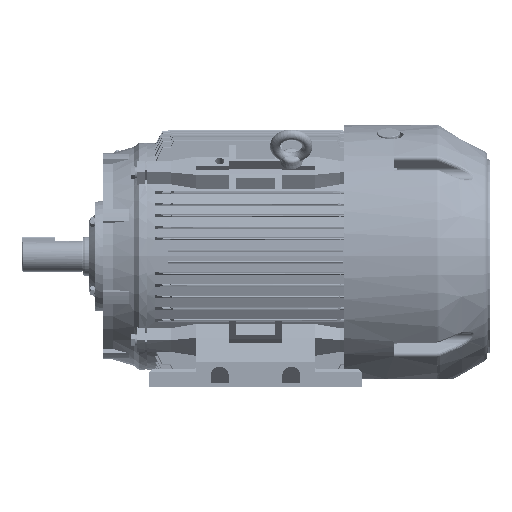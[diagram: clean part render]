
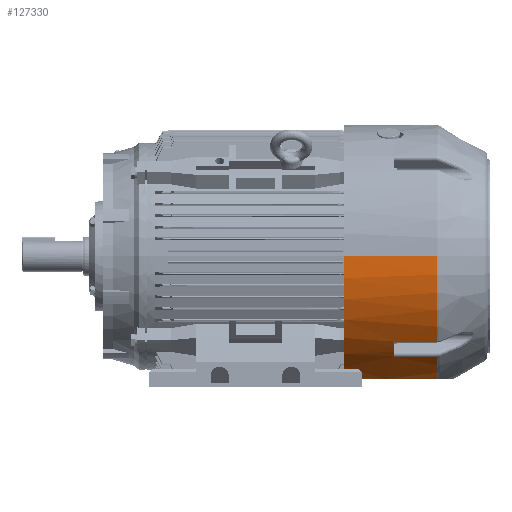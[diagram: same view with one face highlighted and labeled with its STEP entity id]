
A CAD part, front view. The second image highlights one B-rep face of the part: STEP entity #127330.
In plain terms, the highlighted cylindrical face has radius 204 mm (diameter 408 mm), a partial arc.
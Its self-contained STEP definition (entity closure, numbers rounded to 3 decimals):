
#60776 = VERTEX_POINT ( 'NONE', #112498 ) ;
#60778 = EDGE_CURVE ( 'NONE', #60859, #60776, #112497, .T. ) ;
#60859 = VERTEX_POINT ( 'NONE', #112545 ) ;
#85641 = ORIENTED_EDGE ( 'NONE', *, *, #88088, .F. ) ;
#87038 = VERTEX_POINT ( 'NONE', #114748 ) ;
#87048 = ORIENTED_EDGE ( 'NONE', *, *, #87177, .T. ) ;
#87055 = VERTEX_POINT ( 'NONE', #114747 ) ;
#87076 = EDGE_CURVE ( 'NONE', #60776, #87055, #114746, .T. ) ;
#87079 = ORIENTED_EDGE ( 'NONE', *, *, #87076, .T. ) ;
#87099 = ORIENTED_EDGE ( 'NONE', *, *, #60778, .T. ) ;
#87107 = VERTEX_POINT ( 'NONE', #114798 ) ;
#87177 = EDGE_CURVE ( 'NONE', #87055, #126560, #114797, .T. ) ;
#88088 = EDGE_CURVE ( 'NONE', #88182, #90412, #114787, .T. ) ;
#88123 = ORIENTED_EDGE ( 'NONE', *, *, #88181, .T. ) ;
#88181 = EDGE_CURVE ( 'NONE', #88182, #87107, #114834, .T. ) ;
#88182 = VERTEX_POINT ( 'NONE', #114835 ) ;
#88370 = ORIENTED_EDGE ( 'NONE', *, *, #128845, .T. ) ;
#90412 = VERTEX_POINT ( 'NONE', #114851 ) ;
#90479 = VERTEX_POINT ( 'NONE', #114845 ) ;
#91312 = ORIENTED_EDGE ( 'NONE', *, *, #91450, .T. ) ;
#91316 = VERTEX_POINT ( 'NONE', #114836 ) ;
#91450 = EDGE_CURVE ( 'NONE', #91316, #60859, #114893, .T. ) ;
#91624 = EDGE_CURVE ( 'NONE', #87038, #87107, #114886, .T. ) ;
#91688 = EDGE_CURVE ( 'NONE', #91316, #87038, #114882, .T. ) ;
#91720 = ORIENTED_EDGE ( 'NONE', *, *, #91688, .F. ) ;
#91763 = ORIENTED_EDGE ( 'NONE', *, *, #91624, .F. ) ;
#92219 = EDGE_LOOP ( 'NONE', ( #126911, #88370, #85641, #88123, #91763, #91720, #91312, #87099, #87079, #87048 ) ) ;
#112494 = DIRECTION ( 'NONE',  ( -1., 0., 0. ) ) ;
#112495 = VECTOR ( 'NONE', #112494, 1000. ) ;
#112496 = CARTESIAN_POINT ( 'NONE',  ( 0., -155.381, 132.185 ) ) ;
#112497 = LINE ( 'NONE', #112496, #112495 ) ;
#112498 = CARTESIAN_POINT ( 'NONE',  ( 78., -155.381, 132.185 ) ) ;
#112545 = CARTESIAN_POINT ( 'NONE',  ( 144.11, -155.381, 132.185 ) ) ;
#114742 = DIRECTION ( 'NONE',  ( 0., 0., 1. ) ) ;
#114743 = DIRECTION ( 'NONE',  ( -1., 0., 0. ) ) ;
#114744 = CARTESIAN_POINT ( 'NONE',  ( 78., 0., 0. ) ) ;
#114745 = AXIS2_PLACEMENT_3D ( 'NONE', #114744, #114743, #114742 ) ;
#114746 = CIRCLE ( 'NONE', #114745, 204. ) ;
#114747 = CARTESIAN_POINT ( 'NONE',  ( 78., -132.185, 155.381 ) ) ;
#114748 = CARTESIAN_POINT ( 'NONE',  ( 65., -190., 74.27 ) ) ;
#114783 = DIRECTION ( 'NONE',  ( 0., 0., 1. ) ) ;
#114784 = DIRECTION ( 'NONE',  ( -1., 0., 0. ) ) ;
#114785 = CARTESIAN_POINT ( 'NONE',  ( 0., 0., 0. ) ) ;
#114786 = AXIS2_PLACEMENT_3D ( 'NONE', #114785, #114784, #114783 ) ;
#114787 = CIRCLE ( 'NONE', #114786, 204. ) ;
#114794 = DIRECTION ( 'NONE',  ( 1., 0., 0. ) ) ;
#114795 = VECTOR ( 'NONE', #114794, 1000. ) ;
#114796 = CARTESIAN_POINT ( 'NONE',  ( 0., -132.185, 155.381 ) ) ;
#114797 = LINE ( 'NONE', #114796, #114795 ) ;
#114798 = CARTESIAN_POINT ( 'NONE',  ( 5., -190., 74.27 ) ) ;
#114809 = CARTESIAN_POINT ( 'NONE',  ( 5., -190., 74.27 ) ) ;
#114810 = CARTESIAN_POINT ( 'NONE',  ( 4.656, -190., 74.27 ) ) ;
#114811 = CARTESIAN_POINT ( 'NONE',  ( 4.311, -189.986, 74.306 ) ) ;
#114812 = CARTESIAN_POINT ( 'NONE',  ( 3.646, -189.932, 74.445 ) ) ;
#114813 = CARTESIAN_POINT ( 'NONE',  ( 3.325, -189.892, 74.547 ) ) ;
#114814 = CARTESIAN_POINT ( 'NONE',  ( 2.708, -189.787, 74.813 ) ) ;
#114815 = CARTESIAN_POINT ( 'NONE',  ( 2.411, -189.721, 74.979 ) ) ;
#114816 = CARTESIAN_POINT ( 'NONE',  ( 1.869, -189.571, 75.357 ) ) ;
#114817 = CARTESIAN_POINT ( 'NONE',  ( 1.62, -189.487, 75.571 ) ) ;
#114818 = CARTESIAN_POINT ( 'NONE',  ( 1.279, -189.344, 75.926 ) ) ;
#114819 = CARTESIAN_POINT ( 'NONE',  ( 1.171, -189.294, 76.05 ) ) ;
#114820 = CARTESIAN_POINT ( 'NONE',  ( 0.97, -189.192, 76.306 ) ) ;
#114821 = CARTESIAN_POINT ( 'NONE',  ( 0.877, -189.139, 76.437 ) ) ;
#114822 = CARTESIAN_POINT ( 'NONE',  ( 0.618, -188.975, 76.842 ) ) ;
#114823 = CARTESIAN_POINT ( 'NONE',  ( 0.472, -188.859, 77.125 ) ) ;
#114824 = CARTESIAN_POINT ( 'NONE',  ( 0.236, -188.615, 77.72 ) ) ;
#114825 = CARTESIAN_POINT ( 'NONE',  ( 0.147, -188.489, 78.025 ) ) ;
#114826 = CARTESIAN_POINT ( 'NONE',  ( 0.03, -188.233, 78.641 ) ) ;
#114831 = CARTESIAN_POINT ( 'NONE',  ( 0., -188.102, 78.953 ) ) ;
#114832 = CARTESIAN_POINT ( 'NONE',  ( 0., -187.969, 79.27 ) ) ;
#114834 = B_SPLINE_CURVE_WITH_KNOTS ( 'NONE', 3,
 ( #114832, #114831, #114826, #114825, #114824, #114823, #114822, #114821, #114820, #114819, #114818, #114817, #114816, #114815, #114814, #114813, #114812, #114811, #114810, #114809 ),
 .UNSPECIFIED., .F., .F.,
 ( 4, 2, 2, 2, 2, 2, 2, 2, 2, 4 ),
 ( 0., 0.001, 0.002, 0.003, 0.004, 0.004, 0.005, 0.006, 0.007, 0.008 ),
 .UNSPECIFIED. ) ;
#114835 = CARTESIAN_POINT ( 'NONE',  ( 0., -187.969, 79.27 ) ) ;
#114836 = CARTESIAN_POINT ( 'NONE',  ( 144.11, -190., 74.27 ) ) ;
#114845 = CARTESIAN_POINT ( 'NONE',  ( 144.11, 0., 204. ) ) ;
#114851 = CARTESIAN_POINT ( 'NONE',  ( 0., 0., 204. ) ) ;
#114879 = DIRECTION ( 'NONE',  ( -1., 0., 0. ) ) ;
#114880 = VECTOR ( 'NONE', #114879, 1000. ) ;
#114881 = CARTESIAN_POINT ( 'NONE',  ( 227., -190., 74.27 ) ) ;
#114882 = LINE ( 'NONE', #114881, #114880 ) ;
#114883 = DIRECTION ( 'NONE',  ( -1., 0., 0. ) ) ;
#114884 = VECTOR ( 'NONE', #114883, 1000. ) ;
#114885 = CARTESIAN_POINT ( 'NONE',  ( 75., -190., 74.27 ) ) ;
#114886 = LINE ( 'NONE', #114885, #114884 ) ;
#114889 = DIRECTION ( 'NONE',  ( 0., 0., 1. ) ) ;
#114890 = DIRECTION ( 'NONE',  ( -1., 0., 0. ) ) ;
#114891 = CARTESIAN_POINT ( 'NONE',  ( 144.11, 0., 0. ) ) ;
#114892 = AXIS2_PLACEMENT_3D ( 'NONE', #114891, #114890, #114889 ) ;
#114893 = CIRCLE ( 'NONE', #114892, 204. ) ;
#115544 = CARTESIAN_POINT ( 'NONE',  ( 144.11, -132.185, 155.381 ) ) ;
#115575 = DIRECTION ( 'NONE',  ( 0., 0., 1. ) ) ;
#115576 = DIRECTION ( 'NONE',  ( -1., 0., 0. ) ) ;
#115577 = CARTESIAN_POINT ( 'NONE',  ( 0., 0., 0. ) ) ;
#115578 = AXIS2_PLACEMENT_3D ( 'NONE', #115577, #115576, #115575 ) ;
#115579 = CYLINDRICAL_SURFACE ( 'NONE', #115578, 204. ) ;
#115584 = FACE_OUTER_BOUND ( 'NONE', #92219, .T. ) ;
#115599 = DIRECTION ( 'NONE',  ( 0., 0., 1. ) ) ;
#115600 = DIRECTION ( 'NONE',  ( -1., 0., 0. ) ) ;
#115601 = CARTESIAN_POINT ( 'NONE',  ( 144.11, 0., 0. ) ) ;
#115602 = AXIS2_PLACEMENT_3D ( 'NONE', #115601, #115600, #115599 ) ;
#115603 = CIRCLE ( 'NONE', #115602, 204. ) ;
#115697 = DIRECTION ( 'NONE',  ( -1., 0., 0. ) ) ;
#115698 = VECTOR ( 'NONE', #115697, 1000. ) ;
#115699 = CARTESIAN_POINT ( 'NONE',  ( 0., 0., 204. ) ) ;
#115700 = LINE ( 'NONE', #115699, #115698 ) ;
#126560 = VERTEX_POINT ( 'NONE', #115544 ) ;
#126733 = EDGE_CURVE ( 'NONE', #126560, #90479, #115603, .T. ) ;
#126911 = ORIENTED_EDGE ( 'NONE', *, *, #126733, .T. ) ;
#127330 = ADVANCED_FACE ( 'NONE', ( #115584 ), #115579, .T. ) ;
#128845 = EDGE_CURVE ( 'NONE', #90479, #90412, #115700, .T. ) ;
